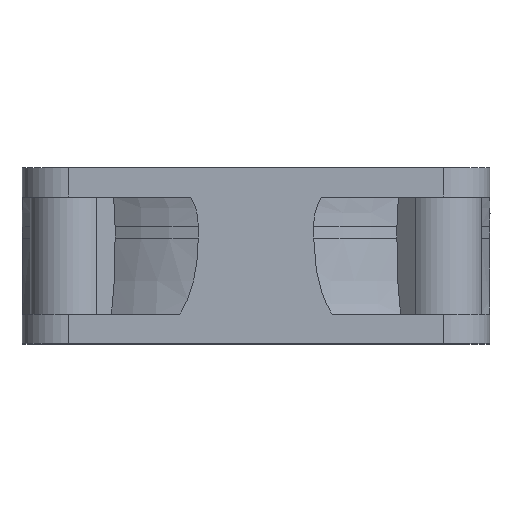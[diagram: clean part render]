
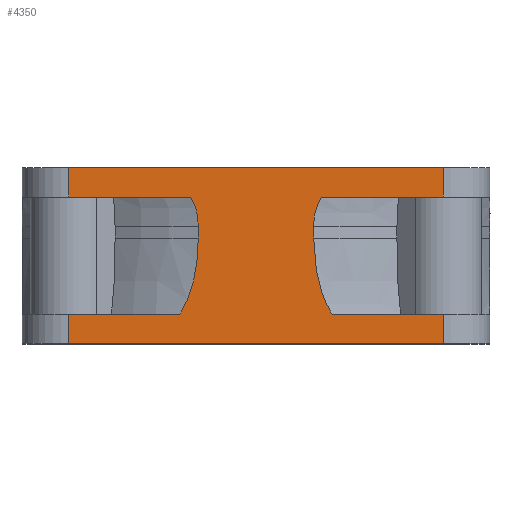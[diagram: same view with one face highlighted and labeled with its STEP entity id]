
A CAD part, top view. The second image highlights one B-rep face of the part: STEP entity #4350.
In plain terms, the highlighted planar face has unit normal (0, 0, 1).
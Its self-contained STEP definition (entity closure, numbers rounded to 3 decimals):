
#325=DIRECTION('',(1.,0.,0.));
#326=VECTOR('',#325,32.);
#327=CARTESIAN_POINT('',(4.993,0.074,
-0.994));
#328=LINE('',#327,#326);
#864=DIRECTION('',(-1.,0.,0.));
#865=VECTOR('',#864,32.);
#866=CARTESIAN_POINT('',(36.994,15.074,-0.994));
#867=LINE('',#866,#865);
#991=DIRECTION('',(0.,-1.,0.));
#992=VECTOR('',#991,2.493);
#993=CARTESIAN_POINT('',(4.994,15.074,-0.994));
#994=LINE('',#993,#992);
#995=DIRECTION('',(1.,0.,0.));
#996=VECTOR('',#995,9.501);
#997=CARTESIAN_POINT('',(4.993,2.574,-0.994));
#998=LINE('',#997,#996);
#999=CARTESIAN_POINT('',(14.494,2.574,-0.994));
#1000=CARTESIAN_POINT('',(14.606,2.753,
-0.994));
#1001=CARTESIAN_POINT('',(14.819,3.127,
-0.994));
#1002=CARTESIAN_POINT('',(15.106,3.731,
-0.994));
#1003=CARTESIAN_POINT('',(15.365,4.395,
-0.994));
#1004=CARTESIAN_POINT('',(15.592,5.133,
-0.994));
#1005=CARTESIAN_POINT('',(15.783,5.957,
-0.994));
#1006=CARTESIAN_POINT('',(15.935,6.891,
-0.994));
#1007=CARTESIAN_POINT('',(16.035,7.932,
-0.994));
#1008=CARTESIAN_POINT('',(16.057,8.683,
-0.994));
#1009=CARTESIAN_POINT('',(16.058,9.074,
-0.994));
#1011=CARTESIAN_POINT('',(16.058,10.074,
-0.994));
#1012=CARTESIAN_POINT('',(16.059,10.409,
-0.994));
#1013=CARTESIAN_POINT('',(16.011,11.041,
-0.994));
#1014=CARTESIAN_POINT('',(15.804,11.813,
-0.994));
#1015=CARTESIAN_POINT('',(15.555,12.331,
-0.994));
#1016=CARTESIAN_POINT('',(15.406,12.581,
-0.994));
#1018=DIRECTION('',(-1.,0.,0.));
#1019=VECTOR('',#1018,10.413);
#1020=CARTESIAN_POINT('',(15.406,12.581,
-0.994));
#1021=LINE('',#1020,#1019);
#1022=DIRECTION('',(-1.,0.,0.));
#1023=VECTOR('',#1022,10.413);
#1024=CARTESIAN_POINT('',(36.994,12.581,
-0.994));
#1025=LINE('',#1024,#1023);
#1026=CARTESIAN_POINT('',(26.581,12.581,
-0.994));
#1027=CARTESIAN_POINT('',(26.428,12.325,
-0.994));
#1028=CARTESIAN_POINT('',(26.177,11.797,
-0.994));
#1029=CARTESIAN_POINT('',(25.975,11.027,
-0.994));
#1030=CARTESIAN_POINT('',(25.928,10.403,
-0.994));
#1031=CARTESIAN_POINT('',(25.929,10.074,
-0.994));
#1033=CARTESIAN_POINT('',(25.929,9.074,
-0.994));
#1034=CARTESIAN_POINT('',(25.929,8.627,
-0.994));
#1035=CARTESIAN_POINT('',(25.961,7.777,
-0.994));
#1036=CARTESIAN_POINT('',(26.089,6.632,
-0.994));
#1037=CARTESIAN_POINT('',(26.273,5.625,
-0.994));
#1038=CARTESIAN_POINT('',(26.496,4.747,
-0.994));
#1039=CARTESIAN_POINT('',(26.768,3.972,
-0.994));
#1040=CARTESIAN_POINT('',(27.09,3.263,
-0.994));
#1041=CARTESIAN_POINT('',(27.352,2.8,
-0.994));
#1042=CARTESIAN_POINT('',(27.493,2.574,
-0.994));
#1044=DIRECTION('',(1.,0.,0.));
#1045=VECTOR('',#1044,9.501);
#1046=CARTESIAN_POINT('',(27.493,2.574,
-0.994));
#1047=LINE('',#1046,#1045);
#1052=DIRECTION('',(0.,-1.,0.));
#1053=VECTOR('',#1052,2.5);
#1054=CARTESIAN_POINT('',(4.993,2.574,
-0.994));
#1055=LINE('',#1054,#1053);
#1180=DIRECTION('',(0.,-1.,0.));
#1181=VECTOR('',#1180,1.);
#1182=CARTESIAN_POINT('',(16.058,10.074,
-0.994));
#1183=LINE('',#1182,#1181);
#1198=DIRECTION('',(0.,1.,0.));
#1199=VECTOR('',#1198,2.493);
#1200=CARTESIAN_POINT('',(36.994,12.581,
-0.994));
#1201=LINE('',#1200,#1199);
#1259=DIRECTION('',(0.,1.,0.));
#1260=VECTOR('',#1259,2.5);
#1261=CARTESIAN_POINT('',(36.994,0.074,
-0.994));
#1262=LINE('',#1261,#1260);
#1325=DIRECTION('',(0.,1.,0.));
#1326=VECTOR('',#1325,1.);
#1327=CARTESIAN_POINT('',(25.929,9.074,
-0.994));
#1328=LINE('',#1327,#1326);
#3045=CARTESIAN_POINT('',(4.993,2.574,
-0.994));
#3046=VERTEX_POINT('',#3045);
#3047=CARTESIAN_POINT('',(4.993,0.074,
-0.994));
#3048=VERTEX_POINT('',#3047);
#3153=CARTESIAN_POINT('',(36.994,0.074,
-0.994));
#3154=VERTEX_POINT('',#3153);
#3334=CARTESIAN_POINT('',(36.994,2.574,
-0.994));
#3335=VERTEX_POINT('',#3334);
#3336=CARTESIAN_POINT('',(14.494,2.574,
-0.994));
#3337=VERTEX_POINT('',#3336);
#3338=VERTEX_POINT('',#1009);
#3339=CARTESIAN_POINT('',(16.058,10.074,
-0.994));
#3340=VERTEX_POINT('',#3339);
#3341=VERTEX_POINT('',#1016);
#3342=CARTESIAN_POINT('',(4.994,12.581,
-0.994));
#3343=VERTEX_POINT('',#3342);
#3344=CARTESIAN_POINT('',(4.994,15.074,
-0.994));
#3345=VERTEX_POINT('',#3344);
#3346=CARTESIAN_POINT('',(36.994,15.074,
-0.994));
#3347=VERTEX_POINT('',#3346);
#3348=CARTESIAN_POINT('',(36.994,12.581,
-0.994));
#3349=VERTEX_POINT('',#3348);
#3350=CARTESIAN_POINT('',(26.581,12.581,
-0.994));
#3351=VERTEX_POINT('',#3350);
#3352=VERTEX_POINT('',#1031);
#3353=CARTESIAN_POINT('',(25.929,9.074,
-0.994));
#3354=VERTEX_POINT('',#3353);
#3355=VERTEX_POINT('',#1042);
#4314=CARTESIAN_POINT('',(20.994,7.574,
-0.994));
#4315=DIRECTION('',(0.,0.,1.));
#4316=DIRECTION('',(1.,0.,0.));
#4317=AXIS2_PLACEMENT_3D('',#4314,#4315,#4316);
#4318=PLANE('',#4317);
#4319=ORIENTED_EDGE('',*,*,#3797,.F.);
#4321=ORIENTED_EDGE('',*,*,#4320,.F.);
#4323=ORIENTED_EDGE('',*,*,#4322,.T.);
#4325=ORIENTED_EDGE('',*,*,#4324,.T.);
#4327=ORIENTED_EDGE('',*,*,#4326,.F.);
#4329=ORIENTED_EDGE('',*,*,#4328,.T.);
#4331=ORIENTED_EDGE('',*,*,#4330,.T.);
#4332=ORIENTED_EDGE('',*,*,#4307,.F.);
#4333=ORIENTED_EDGE('',*,*,#4199,.F.);
#4335=ORIENTED_EDGE('',*,*,#4334,.F.);
#4337=ORIENTED_EDGE('',*,*,#4336,.T.);
#4339=ORIENTED_EDGE('',*,*,#4338,.T.);
#4341=ORIENTED_EDGE('',*,*,#4340,.F.);
#4343=ORIENTED_EDGE('',*,*,#4342,.T.);
#4345=ORIENTED_EDGE('',*,*,#4344,.T.);
#4347=ORIENTED_EDGE('',*,*,#4346,.F.);
#4348=EDGE_LOOP('',(#4319,#4321,#4323,#4325,#4327,#4329,#4331,#4332,#4333,#4335,
#4337,#4339,#4341,#4343,#4345,#4347));
#4349=FACE_OUTER_BOUND('',#4348,.F.);
#4350=ADVANCED_FACE('',(#4349),#4318,.T.);
#1010=B_SPLINE_CURVE_WITH_KNOTS('',3,(#999,#1000,#1001,#1002,#1003,#1004,#1005,
#1006,#1007,#1008,#1009),.UNSPECIFIED.,.F.,.F.,(4,1,1,1,1,1,1,1,4),(0.,
0.125,0.25,0.375,0.5,0.625,0.75,0.875,1.),.UNSPECIFIED.);
#1017=B_SPLINE_CURVE_WITH_KNOTS('',3,(#1011,#1012,#1013,#1014,#1015,#1016),
.UNSPECIFIED.,.F.,.F.,(4,1,1,4),(0.,0.333,0.667,1.),
.UNSPECIFIED.);
#1032=B_SPLINE_CURVE_WITH_KNOTS('',3,(#1026,#1027,#1028,#1029,#1030,#1031),
.UNSPECIFIED.,.F.,.F.,(4,1,1,4),(0.,0.333,0.667,1.),
.UNSPECIFIED.);
#1043=B_SPLINE_CURVE_WITH_KNOTS('',3,(#1033,#1034,#1035,#1036,#1037,#1038,#1039,
#1040,#1041,#1042),.UNSPECIFIED.,.F.,.F.,(4,1,1,1,1,1,1,4),(0.,
0.143,0.286,0.429,0.571,
0.714,0.857,1.),.UNSPECIFIED.);
#3797=EDGE_CURVE('',#3048,#3154,#328,.T.);
#4199=EDGE_CURVE('',#3347,#3345,#867,.T.);
#4307=EDGE_CURVE('',#3345,#3343,#994,.T.);
#4320=EDGE_CURVE('',#3046,#3048,#1055,.T.);
#4322=EDGE_CURVE('',#3046,#3337,#998,.T.);
#4324=EDGE_CURVE('',#3337,#3338,#1010,.T.);
#4326=EDGE_CURVE('',#3340,#3338,#1183,.T.);
#4328=EDGE_CURVE('',#3340,#3341,#1017,.T.);
#4330=EDGE_CURVE('',#3341,#3343,#1021,.T.);
#4334=EDGE_CURVE('',#3349,#3347,#1201,.T.);
#4336=EDGE_CURVE('',#3349,#3351,#1025,.T.);
#4338=EDGE_CURVE('',#3351,#3352,#1032,.T.);
#4340=EDGE_CURVE('',#3354,#3352,#1328,.T.);
#4342=EDGE_CURVE('',#3354,#3355,#1043,.T.);
#4344=EDGE_CURVE('',#3355,#3335,#1047,.T.);
#4346=EDGE_CURVE('',#3154,#3335,#1262,.T.);
